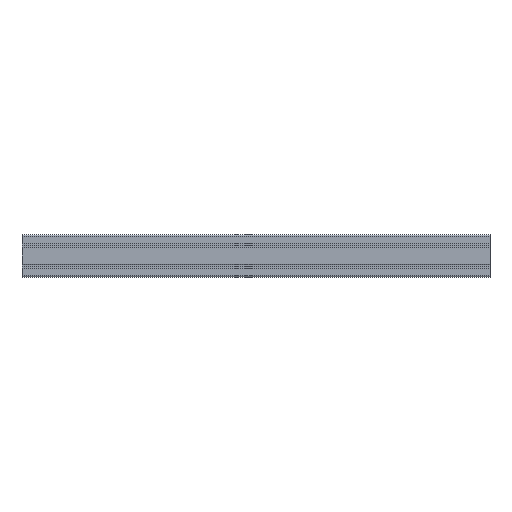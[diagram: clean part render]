
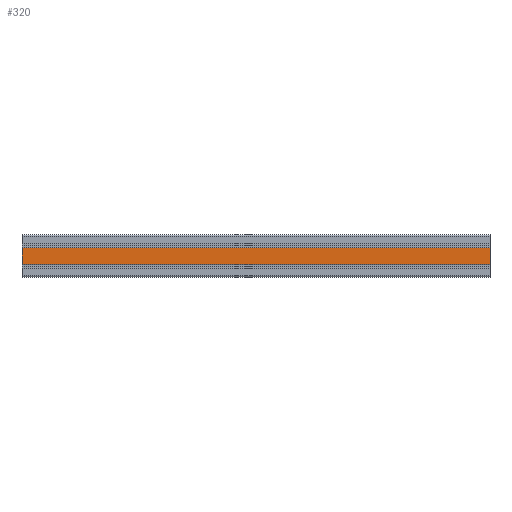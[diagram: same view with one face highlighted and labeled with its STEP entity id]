
A CAD part, front view. The second image highlights one B-rep face of the part: STEP entity #320.
In plain terms, the highlighted planar face has unit normal (0, -1, 0).
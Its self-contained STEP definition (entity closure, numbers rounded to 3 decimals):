
#320=ADVANCED_FACE('',(#827),#828,.F.);
#827=FACE_OUTER_BOUND('',#1491,.T.);
#828=PLANE('',#1492);
#1491=EDGE_LOOP('',(#3609,#3610,#3611,#3612));
#1492=AXIS2_PLACEMENT_3D('',#3613,#3614,#3615);
#3609=ORIENTED_EDGE('',*,*,#4967,.F.);
#3610=ORIENTED_EDGE('',*,*,#5516,.F.);
#3611=ORIENTED_EDGE('',*,*,#5249,.F.);
#3612=ORIENTED_EDGE('',*,*,#5517,.T.);
#3613=CARTESIAN_POINT('',(3000.0,-22.5,0.));
#3614=DIRECTION('',(0.0,1.0,0.));
#3615=DIRECTION('',(0.0,0.,1.0));
#4967=EDGE_CURVE('',#6191,#6193,#6194,.T.);
#5249=EDGE_CURVE('',#6755,#6757,#6758,.T.);
#5516=EDGE_CURVE('',#6757,#6191,#7124,.T.);
#5517=EDGE_CURVE('',#6755,#6193,#7125,.T.);
#6191=VERTEX_POINT('',#7908);
#6193=VERTEX_POINT('',#7910);
#6194=LINE('',#7911,#7912);
#6755=VERTEX_POINT('',#8592);
#6757=VERTEX_POINT('',#8594);
#6758=LINE('',#8595,#8596);
#7124=LINE('',#9178,#9179);
#7125=LINE('',#9180,#9181);
#7908=CARTESIAN_POINT('',(-500.0,-22.5,-17.5));
#7910=CARTESIAN_POINT('',(-500.0,-22.5,17.5));
#7911=CARTESIAN_POINT('',(-500.0,-22.5,0.));
#7912=VECTOR('',#10051,1.0);
#8592=CARTESIAN_POINT('',(500.0,-22.5,17.5));
#8594=CARTESIAN_POINT('',(500.0,-22.5,-17.5));
#8595=CARTESIAN_POINT('',(500.0,-22.5,0.));
#8596=VECTOR('',#10657,1.0);
#9178=CARTESIAN_POINT('',(3000.0,-22.5,-17.5));
#9179=VECTOR('',#11024,1.0);
#9180=CARTESIAN_POINT('',(3000.0,-22.5,17.5));
#9181=VECTOR('',#11025,1.0);
#10051=DIRECTION('',(0.0,0.,1.0));
#10657=DIRECTION('',(0.0,0.,-1.0));
#11024=DIRECTION('',(-1.0,0.0,0.0));
#11025=DIRECTION('',(-1.0,0.0,0.0));
